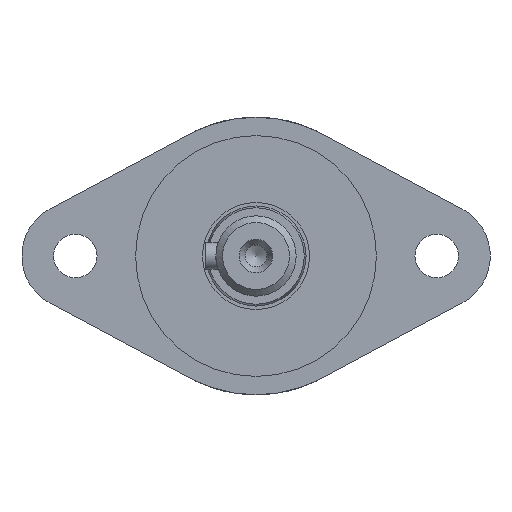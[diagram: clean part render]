
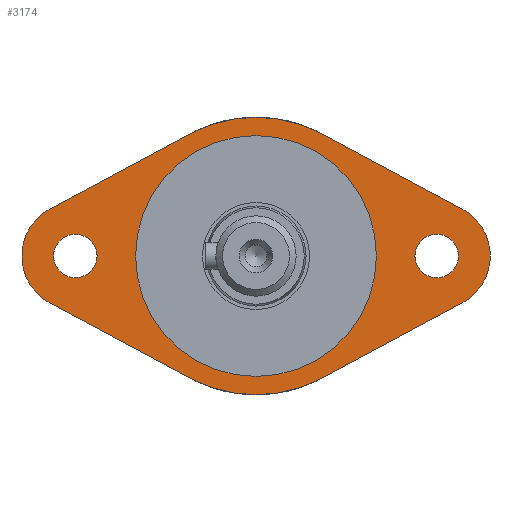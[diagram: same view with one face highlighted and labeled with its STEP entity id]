
A CAD part, left-side view. The second image highlights one B-rep face of the part: STEP entity #3174.
In plain terms, the highlighted planar face has unit normal (-1, 0, 0).
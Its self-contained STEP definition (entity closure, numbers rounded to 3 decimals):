
#106=LINE('',#4618,#371);
#108=LINE('',#4623,#373);
#112=LINE('',#4636,#377);
#117=LINE('',#4649,#382);
#371=VECTOR('',#3724,10.);
#373=VECTOR('',#3728,10.);
#377=VECTOR('',#3740,10.);
#382=VECTOR('',#3753,10.);
#843=FACE_BOUND('',#1059,.T.);
#844=FACE_BOUND('',#1060,.T.);
#845=FACE_BOUND('',#1061,.T.);
#876=FACE_OUTER_BOUND('',#1058,.T.);
#1058=EDGE_LOOP('',(#2196,#2197,#2198,#2199,#2200,#2201,#2202,#2203));
#1059=EDGE_LOOP('',(#2204));
#1060=EDGE_LOOP('',(#2205));
#1061=EDGE_LOOP('',(#2206,#2207));
#1247=CIRCLE('',#3370,3.25);
#1250=CIRCLE('',#3374,3.25);
#1252=CIRCLE('',#3377,8.);
#1256=CIRCLE('',#3386,8.);
#1258=CIRCLE('',#3391,18.);
#1259=CIRCLE('',#3392,18.);
#1262=CIRCLE('',#3396,20.75);
#1263=CIRCLE('',#3397,20.75);
#1391=VERTEX_POINT('',#4593);
#1394=VERTEX_POINT('',#4601);
#1397=VERTEX_POINT('',#4608);
#1398=VERTEX_POINT('',#4610);
#1400=VERTEX_POINT('',#4616);
#1402=VERTEX_POINT('',#4622);
#1406=VERTEX_POINT('',#4633);
#1407=VERTEX_POINT('',#4635);
#1409=VERTEX_POINT('',#4641);
#1411=VERTEX_POINT('',#4647);
#1412=VERTEX_POINT('',#4653);
#1413=VERTEX_POINT('',#4654);
#1689=EDGE_CURVE('',#1391,#1391,#1247,.T.);
#1693=EDGE_CURVE('',#1394,#1394,#1250,.T.);
#1696=EDGE_CURVE('',#1397,#1398,#1252,.T.);
#1700=EDGE_CURVE('',#1400,#1397,#106,.T.);
#1702=EDGE_CURVE('',#1398,#1402,#108,.T.);
#1708=EDGE_CURVE('',#1407,#1406,#112,.T.);
#1712=EDGE_CURVE('',#1406,#1409,#1256,.T.);
#1715=EDGE_CURVE('',#1409,#1411,#117,.T.);
#1717=EDGE_CURVE('',#1412,#1413,#1258,.T.);
#1718=EDGE_CURVE('',#1413,#1412,#1259,.T.);
#1722=EDGE_CURVE('',#1402,#1411,#1262,.T.);
#1723=EDGE_CURVE('',#1407,#1400,#1263,.T.);
#2196=ORIENTED_EDGE('',*,*,#1722,.F.);
#2197=ORIENTED_EDGE('',*,*,#1702,.F.);
#2198=ORIENTED_EDGE('',*,*,#1696,.F.);
#2199=ORIENTED_EDGE('',*,*,#1700,.F.);
#2200=ORIENTED_EDGE('',*,*,#1723,.F.);
#2201=ORIENTED_EDGE('',*,*,#1708,.T.);
#2202=ORIENTED_EDGE('',*,*,#1712,.T.);
#2203=ORIENTED_EDGE('',*,*,#1715,.T.);
#2204=ORIENTED_EDGE('',*,*,#1689,.T.);
#2205=ORIENTED_EDGE('',*,*,#1693,.T.);
#2206=ORIENTED_EDGE('',*,*,#1717,.T.);
#2207=ORIENTED_EDGE('',*,*,#1718,.T.);
#3062=PLANE('',#3395);
#3174=ADVANCED_FACE('',(#876,#843,#844,#845),#3062,.T.);
#3370=AXIS2_PLACEMENT_3D('',#4595,#3701,#3702);
#3374=AXIS2_PLACEMENT_3D('',#4603,#3710,#3711);
#3377=AXIS2_PLACEMENT_3D('',#4611,#3717,#3718);
#3386=AXIS2_PLACEMENT_3D('',#4643,#3747,#3748);
#3391=AXIS2_PLACEMENT_3D('',#4655,#3760,#3761);
#3392=AXIS2_PLACEMENT_3D('',#4656,#3762,#3763);
#3395=AXIS2_PLACEMENT_3D('',#4662,#3769,#3770);
#3396=AXIS2_PLACEMENT_3D('',#4663,#3771,#3772);
#3397=AXIS2_PLACEMENT_3D('',#4664,#3773,#3774);
#3701=DIRECTION('center_axis',(1.,0.,0.));
#3702=DIRECTION('ref_axis',(0.,0.,
1.));
#3710=DIRECTION('center_axis',(1.,0.,0.));
#3711=DIRECTION('ref_axis',(0.,0.,
1.));
#3717=DIRECTION('center_axis',(1.,0.,0.));
#3718=DIRECTION('ref_axis',(0.,-0.472,-0.881));
#3724=DIRECTION('',(0.,0.881,0.472));
#3728=DIRECTION('',(0.,-0.881,0.472));
#3740=DIRECTION('',(0.,-0.881,0.472));
#3747=DIRECTION('center_axis',(-1.,0.,0.));
#3748=DIRECTION('ref_axis',(0.,-0.472,-0.881));
#3753=DIRECTION('',(0.,0.881,0.472));
#3760=DIRECTION('center_axis',(1.,0.,0.));
#3761=DIRECTION('ref_axis',(0.,-1.,0.));
#3762=DIRECTION('center_axis',(1.,0.,0.));
#3763=DIRECTION('ref_axis',(0.,-1.,0.));
#3769=DIRECTION('center_axis',(-1.,0.,0.));
#3770=DIRECTION('ref_axis',(0.,0.,
-1.));
#3771=DIRECTION('center_axis',(1.,0.,0.));
#3772=DIRECTION('ref_axis',(0.,-1.,0.));
#3773=DIRECTION('center_axis',(1.,0.,0.));
#3774=DIRECTION('ref_axis',(0.,-1.,0.));
#4593=CARTESIAN_POINT('',(-180.3,-27.,-3.25));
#4595=CARTESIAN_POINT('Origin',(-180.3,-27.,0.));
#4601=CARTESIAN_POINT('',(-180.3,27.,-3.25));
#4603=CARTESIAN_POINT('Origin',(-180.3,27.,0.));
#4608=CARTESIAN_POINT('',(-180.3,30.778,-7.052));
#4610=CARTESIAN_POINT('',(-180.3,30.778,7.052));
#4611=CARTESIAN_POINT('Origin',(-180.3,27.,0.));
#4616=CARTESIAN_POINT('',(-180.3,9.799,-18.291));
#4618=CARTESIAN_POINT('',(-180.3,9.799,-18.291));
#4622=CARTESIAN_POINT('',(-180.3,9.799,18.291));
#4623=CARTESIAN_POINT('',(-180.3,30.778,7.052));
#4633=CARTESIAN_POINT('',(-180.3,-30.778,-7.052));
#4635=CARTESIAN_POINT('',(-180.3,-9.799,-18.291));
#4636=CARTESIAN_POINT('',(-180.3,-9.799,-18.291));
#4641=CARTESIAN_POINT('',(-180.3,-30.778,7.052));
#4643=CARTESIAN_POINT('Origin',(-180.3,-27.,0.));
#4647=CARTESIAN_POINT('',(-180.3,-9.799,18.291));
#4649=CARTESIAN_POINT('',(-180.3,-30.778,7.052));
#4653=CARTESIAN_POINT('',(-180.3,-18.,0.));
#4654=CARTESIAN_POINT('',(-180.3,18.,0.));
#4655=CARTESIAN_POINT('Origin',(-180.3,0.,
0.));
#4656=CARTESIAN_POINT('Origin',(-180.3,0.,
0.));
#4662=CARTESIAN_POINT('Origin',(-180.3,-19.375,0.));
#4663=CARTESIAN_POINT('Origin',(-180.3,0.,
0.));
#4664=CARTESIAN_POINT('Origin',(-180.3,0.,
0.));
